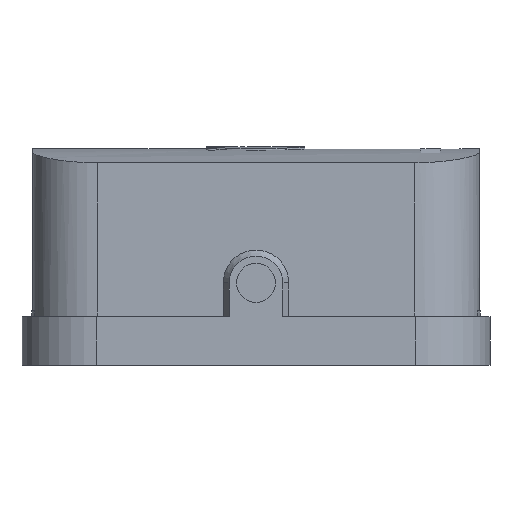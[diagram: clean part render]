
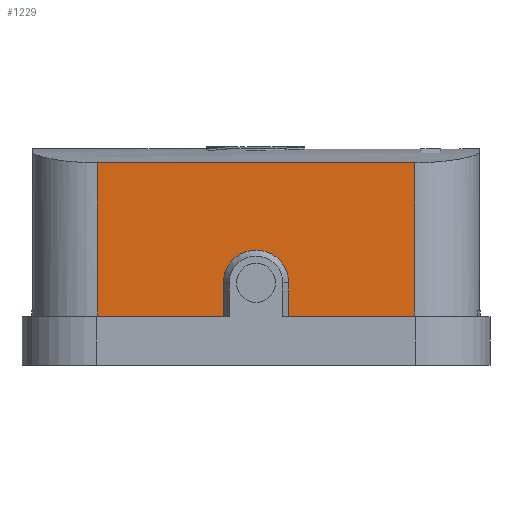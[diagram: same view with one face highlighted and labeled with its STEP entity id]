
A CAD part, front view. The second image highlights one B-rep face of the part: STEP entity #1229.
In plain terms, the highlighted planar face has unit normal (0, -1, 0).
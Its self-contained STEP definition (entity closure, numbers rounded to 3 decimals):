
#1155=B_SPLINE_CURVE_WITH_KNOTS('',3,(#6084,#6085,#6086,#6087),
 .UNSPECIFIED.,.F.,.F.,(4,4),(0.,1.),.UNSPECIFIED.);
#1156=B_SPLINE_CURVE_WITH_KNOTS('',3,(#6101,#6102,#6103,#6104),
 .UNSPECIFIED.,.F.,.F.,(4,4),(0.,1.),.UNSPECIFIED.);
#1229=ADVANCED_FACE('',(#1536),#1403,.T.);
#1403=PLANE('',#4599);
#1536=FACE_OUTER_BOUND('',#1715,.T.);
#1715=EDGE_LOOP('',(#2107,#2108,#2109,#2110,#2111,#2112,#2113,#2114,#2115,
#2116));
#1928=CIRCLE('',#4598,3.356);
#2107=ORIENTED_EDGE('',*,*,#3339,.T.);
#2108=ORIENTED_EDGE('',*,*,#3340,.T.);
#2109=ORIENTED_EDGE('',*,*,#3341,.T.);
#2110=ORIENTED_EDGE('',*,*,#3342,.T.);
#2111=ORIENTED_EDGE('',*,*,#3337,.T.);
#2112=ORIENTED_EDGE('',*,*,#3336,.T.);
#2113=ORIENTED_EDGE('',*,*,#3317,.T.);
#2114=ORIENTED_EDGE('',*,*,#3343,.T.);
#2115=ORIENTED_EDGE('',*,*,#3344,.T.);
#2116=ORIENTED_EDGE('',*,*,#3345,.T.);
#3006=VERTEX_POINT('',#6024);
#3007=VERTEX_POINT('',#6026);
#3020=VERTEX_POINT('',#6083);
#3021=VERTEX_POINT('',#6088);
#3022=VERTEX_POINT('',#6092);
#3023=VERTEX_POINT('',#6093);
#3024=VERTEX_POINT('',#6095);
#3025=VERTEX_POINT('',#6097);
#3026=VERTEX_POINT('',#6100);
#3027=VERTEX_POINT('',#6105);
#3317=EDGE_CURVE('',#3007,#3006,#3734,.T.);
#3336=EDGE_CURVE('',#3020,#3007,#3748,.T.);
#3337=EDGE_CURVE('',#3021,#3020,#1155,.T.);
#3339=EDGE_CURVE('',#3022,#3023,#3749,.T.);
#3340=EDGE_CURVE('',#3023,#3024,#1928,.T.);
#3341=EDGE_CURVE('',#3024,#3025,#3750,.T.);
#3342=EDGE_CURVE('',#3025,#3021,#3751,.T.);
#3343=EDGE_CURVE('',#3006,#3026,#3752,.T.);
#3344=EDGE_CURVE('',#3026,#3027,#1156,.T.);
#3345=EDGE_CURVE('',#3027,#3022,#3753,.T.);
#3734=LINE('',#6025,#4064);
#3748=LINE('',#6082,#4078);
#3749=LINE('',#6091,#4079);
#3750=LINE('',#6096,#4080);
#3751=LINE('',#6098,#4081);
#3752=LINE('',#6099,#4082);
#3753=LINE('',#6106,#4083);
#4064=VECTOR('',#4947,1.);
#4078=VECTOR('',#4973,1.);
#4079=VECTOR('',#4978,1.);
#4080=VECTOR('',#4981,1.);
#4081=VECTOR('',#4982,1.);
#4082=VECTOR('',#4983,1.);
#4083=VECTOR('',#4984,1.);
#4598=AXIS2_PLACEMENT_3D('',#6094,#4979,#4980);
#4599=AXIS2_PLACEMENT_3D('',#6107,#4985,#4986);
#4947=DIRECTION('',(-1.,0.,0.));
#4973=DIRECTION('',(0.,0.,1.));
#4978=DIRECTION('',(0.,0.,1.));
#4979=DIRECTION('',(0.,1.,0.));
#4980=DIRECTION('',(0.,0.,1.));
#4981=DIRECTION('',(0.,0.,-1.));
#4982=DIRECTION('',(1.,0.,0.));
#4983=DIRECTION('',(0.,0.,-1.));
#4984=DIRECTION('',(1.,0.,0.));
#4985=DIRECTION('',(0.,-1.,0.));
#4986=DIRECTION('',(0.,0.,1.));
#6024=CARTESIAN_POINT('',(-16.225,-13.35,23.996));
#6025=CARTESIAN_POINT('',(-23.95,-13.35,23.996));
#6026=CARTESIAN_POINT('',(16.225,-13.35,23.996));
#6082=CARTESIAN_POINT('',(16.225,-13.35,20.92));
#6083=CARTESIAN_POINT('',(16.225,-13.35,8.85));
#6084=CARTESIAN_POINT('',(16.225,-13.35,8.25));
#6085=CARTESIAN_POINT('',(16.225,-13.35,8.45));
#6086=CARTESIAN_POINT('',(16.225,-13.35,8.65));
#6087=CARTESIAN_POINT('',(16.225,-13.35,8.85));
#6088=CARTESIAN_POINT('',(16.225,-13.35,8.25));
#6091=CARTESIAN_POINT('',(-3.356,-13.35,11.7));
#6092=CARTESIAN_POINT('',(-3.356,-13.35,8.25));
#6093=CARTESIAN_POINT('',(-3.356,-13.35,11.7));
#6094=CARTESIAN_POINT('',(0.,-13.35,11.7));
#6095=CARTESIAN_POINT('',(3.356,-13.35,11.7));
#6096=CARTESIAN_POINT('',(3.356,-13.35,8.25));
#6097=CARTESIAN_POINT('',(3.356,-13.35,8.25));
#6098=CARTESIAN_POINT('',(-23.95,-13.35,8.25));
#6099=CARTESIAN_POINT('',(-16.225,-13.35,8.25));
#6100=CARTESIAN_POINT('',(-16.225,-13.35,8.85));
#6101=CARTESIAN_POINT('',(-16.225,-13.35,8.85));
#6102=CARTESIAN_POINT('',(-16.225,-13.35,8.65));
#6103=CARTESIAN_POINT('',(-16.225,-13.35,8.45));
#6104=CARTESIAN_POINT('',(-16.225,-13.35,8.25));
#6105=CARTESIAN_POINT('',(-16.225,-13.35,8.25));
#6106=CARTESIAN_POINT('',(-23.95,-13.35,8.25));
#6107=CARTESIAN_POINT('',(-23.95,-13.35,23.996));
